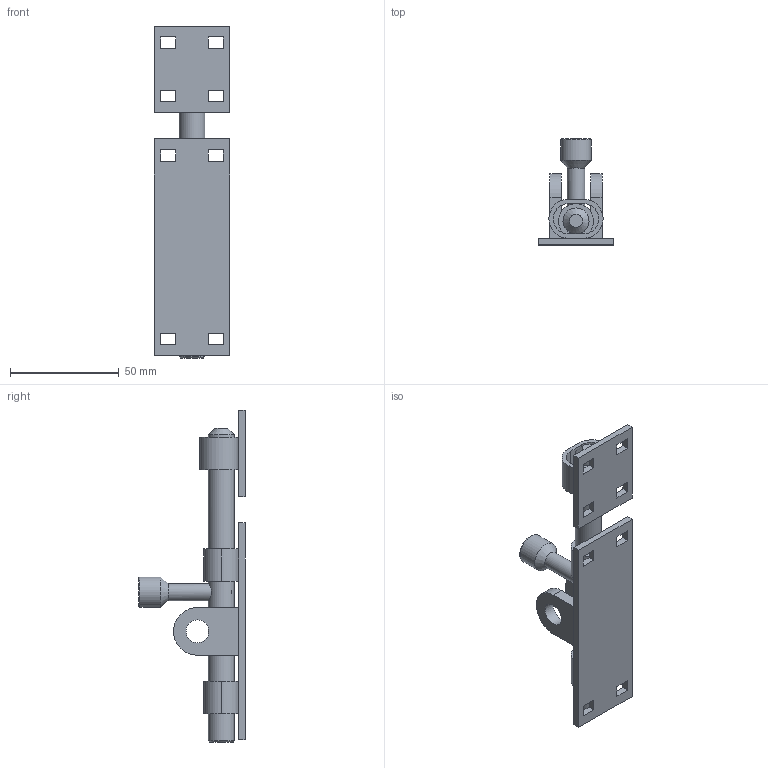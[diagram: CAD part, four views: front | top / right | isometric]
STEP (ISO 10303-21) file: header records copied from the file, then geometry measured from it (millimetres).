
FILE_DESCRIPTION(/* description */ (''),/* implementation_level */ '2;1');
FILE_NAME(/* name */ '50200.iam.step',/* time_stamp */ '2022-07-20T08:11:02+02:00',/* author */ ('Abt. Technik'),/* organization */ (''),/* preprocessor_version */ 'ST-DEVELOPER v19.2',/* originating_system */ 'Autodesk Inventor 2023',/* authorisation */ '');
FILE_SCHEMA (('AUTOMOTIVE_DESIGN { 1 0 10303 214 3 1 1 }'));
Length unit declared in the file: millimetre
Products named in the file (4): 50200; 50200 Anbauteil; 50200 Riegel; 50200 Hülse
Assembly tree (3 placements, depth 2):
  50200
    50200 Anbauteil
    50200 Riegel
    50200 Hülse
Bounding box: 35 x 49 x 153 mm (x, y, z)
Volume: 42706.9 mm3; surface area: 25707.1 mm2
Topology: 5 solids, 5 shells, 89 faces, 222 edges, 149 vertices
Faces by surface type: plane 66, cylinder 19, cone 3, torus 1
Full cylindrical faces by diameter (mm): 8 x1, 10.5 x2, 11.95 x1, 12 x2, 14 x1
Entity records: 2903 total; most frequent: CARTESIAN_POINT 518, DIRECTION 455, ORIENTED_EDGE 446, EDGE_CURVE 223, LINE 175, VECTOR 175, VERTEX_POINT 151, AXIS2_PLACEMENT_3D 140
